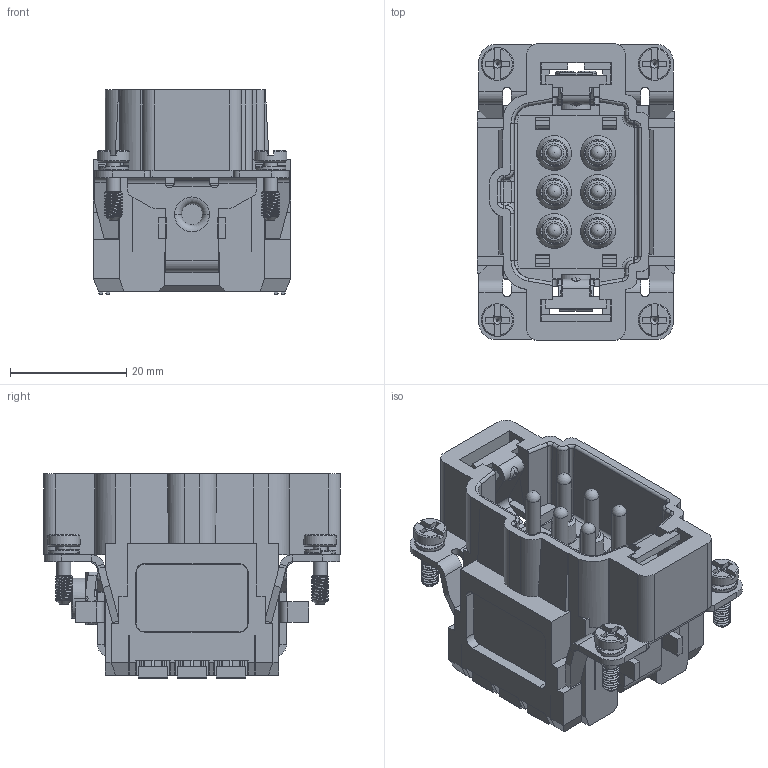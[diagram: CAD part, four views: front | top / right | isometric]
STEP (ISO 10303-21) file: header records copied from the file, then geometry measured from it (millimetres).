
FILE_DESCRIPTION(/* description */ (''),/* implementation_level */ '2;1');
FILE_NAME(/* name */ 'HE-006-MQ P.stp',/* time_stamp */ '2023-08-10T20:19:13+08:00',/* author */ (''),/* organization */ (''),/* preprocessor_version */ 'ST-DEVELOPER v18.1',/* originating_system */ 'SIEMENS PLM Software NX 1980',/* authorisation */ '');
FILE_SCHEMA (('AUTOMOTIVE_DESIGN { 1 0 10303 214 3 1 1 1 }'));
Products named in the file (1): _model1
Bounding box: 34 x 51 x 35.1 mm (x, y, z)
Volume: 20197.7 mm3; surface area: 28626.2 mm2
Topology: 10 solids, 10 shells, 3179 faces, 9125 edges, 5880 vertices
Faces by surface type: plane 2162, cylinder 604, torus 137, cone 135, bspline 105, sphere 36
Full cylindrical faces by diameter (mm): 1.45 x6, 2.4 x4, 2.5 x6, 3.2 x6, 5.6 x4
Entity records: 137427 total; most frequent: CARTESIAN_POINT 37157, ORIENTED_EDGE 17970, DIRECTION 15745, EDGE_CURVE 8985, LINE 6591, VECTOR 6591, VERTEX_POINT 5840, AXIS2_PLACEMENT_3D 4577
